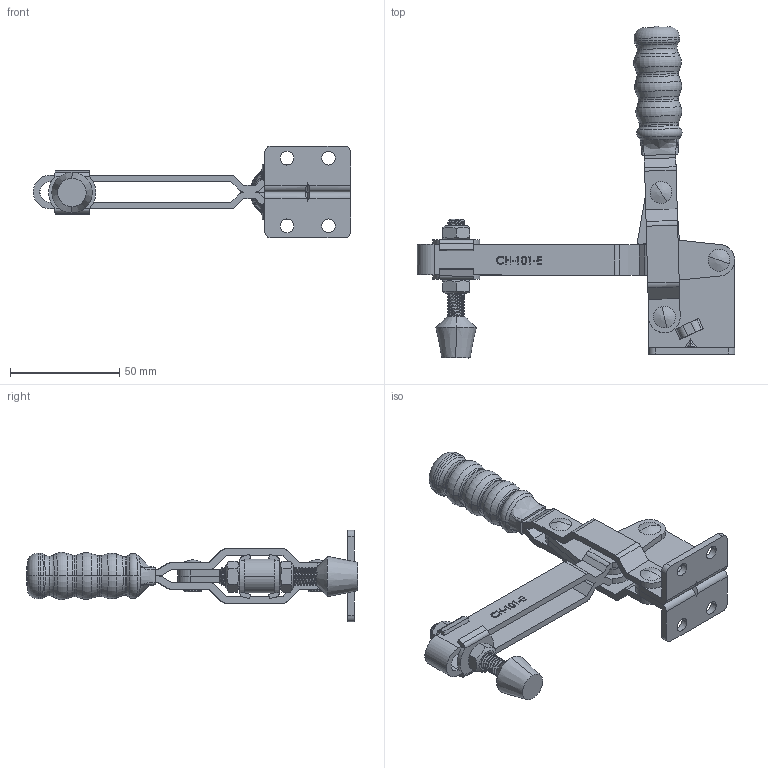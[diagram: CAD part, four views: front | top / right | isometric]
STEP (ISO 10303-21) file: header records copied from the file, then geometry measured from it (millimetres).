
FILE_DESCRIPTION (( 'STEP AP203' ), '1' );
FILE_NAME ('CH-101-E.STEP', '2012-09-26T11:44:06', ( '微软用户' ), ( '微软中国' ), 'SwSTEP 2.0', 'SolidWorks 2010', '' );
FILE_SCHEMA (( 'CONFIG_CONTROL_DESIGN' ));
Products named in the file (10): CH-101-E-02 LONG U-BAR; CH-FC-56212 SPINDLE SUPPLIED; CH-FW-516; CH-101-E; CH-101-D-01 FLANGED BASE; CH-101-D-03 STRAIGHT HANDLE; CH-101-D-06; CH-FC-56212 Nut; CH-101-D-04 CONNECTING-PLATE; CH-101-D-05
Assembly tree (15 placements, depth 2):
  CH-101-E
    CH-101-D-04 CONNECTING-PLATE  x2
    CH-FW-516  x2
    CH-101-D-05  x4
    CH-101-E-02 LONG U-BAR
    CH-101-D-01 FLANGED BASE
    CH-101-D-03 STRAIGHT HANDLE
    CH-FC-56212 Nut  x2
    CH-FC-56212 SPINDLE SUPPLIED
    CH-101-D-06
Bounding box: 145.32 x 151.92 x 42 mm (x, y, z)
Volume: 68258 mm3; surface area: 52618.2 mm2
Topology: 18 solids, 18 shells, 846 faces, 2241 edges, 1444 vertices
Faces by surface type: plane 313, cylinder 254, bspline 172, cone 55, torus 52
Entity records: 42195 total; most frequent: CARTESIAN_POINT 23868, ORIENTED_EDGE 3936, DIRECTION 2989, EDGE_CURVE 1968, VERTEX_POINT 1286, VECTOR 1079, LINE 1079, AXIS2_PLACEMENT_3D 955
